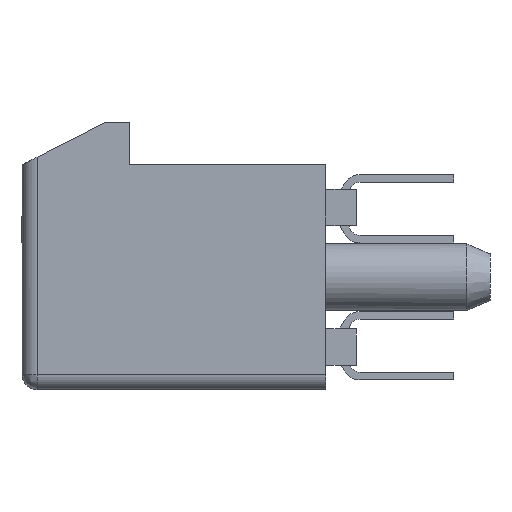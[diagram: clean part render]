
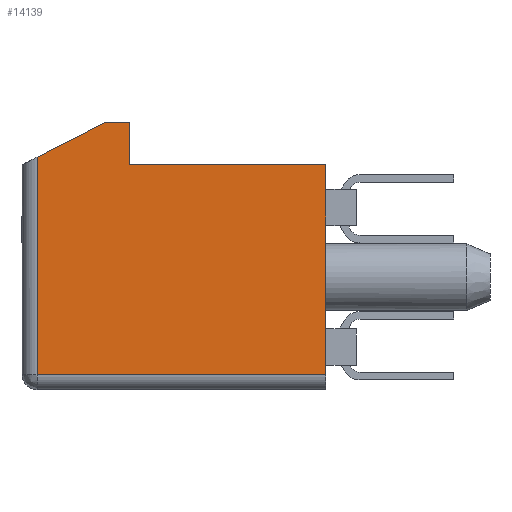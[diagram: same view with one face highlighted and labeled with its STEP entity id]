
A CAD part, left-side view. The second image highlights one B-rep face of the part: STEP entity #14139.
In plain terms, the highlighted planar face has unit normal (-1, 0, 0).
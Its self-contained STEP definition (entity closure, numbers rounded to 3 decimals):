
#1127 = AXIS2_PLACEMENT_3D ( 'NONE', #43139, #35125, #46342 ) ;
#3830 = LINE ( 'NONE', #22189, #42092 ) ;
#3975 = ORIENTED_EDGE ( 'NONE', *, *, #13270, .F. ) ;
#6177 = DIRECTION ( 'NONE',  ( 0., 0., 1. ) ) ;
#6775 = CARTESIAN_POINT ( 'NONE',  ( -14.5, 1., -3.2 ) ) ;
#7740 = VERTEX_POINT ( 'NONE', #6775 ) ;
#7981 = LINE ( 'NONE', #19769, #29510 ) ;
#9645 = CARTESIAN_POINT ( 'NONE',  ( -14.5, 1., 3.7 ) ) ;
#10196 = CARTESIAN_POINT ( 'NONE',  ( -14.5, 10.5, 0.95 ) ) ;
#10544 = VERTEX_POINT ( 'NONE', #16389 ) ;
#11029 = VERTEX_POINT ( 'NONE', #24530 ) ;
#12622 = ORIENTED_EDGE ( 'NONE', *, *, #15333, .T. ) ;
#13052 = CARTESIAN_POINT ( 'NONE',  ( -14.5, 8.25, 5.1 ) ) ;
#13270 = EDGE_CURVE ( 'NONE', #25457, #10544, #3830, .T. ) ;
#14139 = ADVANCED_FACE ( 'NONE', ( #34807 ), #27623, .F. ) ;
#14343 = DIRECTION ( 'NONE',  ( 0., 0., -1. ) ) ;
#14506 = LINE ( 'NONE', #38365, #33641 ) ;
#15188 = EDGE_LOOP ( 'NONE', ( #22726, #3975, #39319, #24988, #35912, #37794, #12622 ) ) ;
#15333 = EDGE_CURVE ( 'NONE', #7740, #25468, #37116, .T. ) ;
#15439 = DIRECTION ( 'NONE',  ( 0., 1., 0. ) ) ;
#16389 = CARTESIAN_POINT ( 'NONE',  ( -14.5, 7.45, 3.7 ) ) ;
#16628 = LINE ( 'NONE', #29140, #24404 ) ;
#17752 = DIRECTION ( 'NONE',  ( 0., -0.891, 0.454 ) ) ;
#18351 = LINE ( 'NONE', #10196, #38666 ) ;
#19573 = EDGE_CURVE ( 'NONE', #43772, #7740, #14506, .T. ) ;
#19769 = CARTESIAN_POINT ( 'NONE',  ( -14.5, 6., 3.7 ) ) ;
#21726 = EDGE_CURVE ( 'NONE', #25457, #34458, #36425, .T. ) ;
#22189 = CARTESIAN_POINT ( 'NONE',  ( -14.5, 7.45, 0.95 ) ) ;
#22726 = ORIENTED_EDGE ( 'NONE', *, *, #39088, .T. ) ;
#24404 = VECTOR ( 'NONE', #17752, 1000. ) ;
#24530 = CARTESIAN_POINT ( 'NONE',  ( -14.5, 10.5, 3.955 ) ) ;
#24988 = ORIENTED_EDGE ( 'NONE', *, *, #46112, .F. ) ;
#25023 = CARTESIAN_POINT ( 'NONE',  ( -14.5, 7.45, 5.1 ) ) ;
#25026 = EDGE_CURVE ( 'NONE', #43772, #11029, #18351, .T. ) ;
#25055 = DIRECTION ( 'NONE',  ( 0., 0., 1. ) ) ;
#25457 = VERTEX_POINT ( 'NONE', #25023 ) ;
#25468 = VERTEX_POINT ( 'NONE', #9645 ) ;
#27623 = PLANE ( 'NONE',  #1127 ) ;
#28676 = DIRECTION ( 'NONE',  ( 0., 1., 0. ) ) ;
#29140 = CARTESIAN_POINT ( 'NONE',  ( -14.5, 11.055, 3.672 ) ) ;
#29510 = VECTOR ( 'NONE', #15439, 1000. ) ;
#33641 = VECTOR ( 'NONE', #42210, 1000. ) ;
#34160 = VECTOR ( 'NONE', #25055, 1000. ) ;
#34458 = VERTEX_POINT ( 'NONE', #13052 ) ;
#34807 = FACE_OUTER_BOUND ( 'NONE', #15188, .T. ) ;
#35125 = DIRECTION ( 'NONE',  ( 1., 0., 0. ) ) ;
#35912 = ORIENTED_EDGE ( 'NONE', *, *, #25026, .F. ) ;
#36316 = CARTESIAN_POINT ( 'NONE',  ( -14.5, 7.85, 5.1 ) ) ;
#36425 = LINE ( 'NONE', #36316, #49043 ) ;
#37116 = LINE ( 'NONE', #44249, #34160 ) ;
#37794 = ORIENTED_EDGE ( 'NONE', *, *, #19573, .T. ) ;
#38365 = CARTESIAN_POINT ( 'NONE',  ( -14.5, 5.75, -3.2 ) ) ;
#38666 = VECTOR ( 'NONE', #6177, 1000. ) ;
#39088 = EDGE_CURVE ( 'NONE', #25468, #10544, #7981, .T. ) ;
#39319 = ORIENTED_EDGE ( 'NONE', *, *, #21726, .T. ) ;
#42092 = VECTOR ( 'NONE', #14343, 1000. ) ;
#42210 = DIRECTION ( 'NONE',  ( 0., -1., 0. ) ) ;
#43139 = CARTESIAN_POINT ( 'NONE',  ( -14.5, 10.69, 5.266 ) ) ;
#43772 = VERTEX_POINT ( 'NONE', #45064 ) ;
#44249 = CARTESIAN_POINT ( 'NONE',  ( -14.5, 1., 5.266 ) ) ;
#45064 = CARTESIAN_POINT ( 'NONE',  ( -14.5, 10.5, -3.2 ) ) ;
#46112 = EDGE_CURVE ( 'NONE', #11029, #34458, #16628, .T. ) ;
#46342 = DIRECTION ( 'NONE',  ( 0., -1., 0. ) ) ;
#49043 = VECTOR ( 'NONE', #28676, 1000. ) ;
